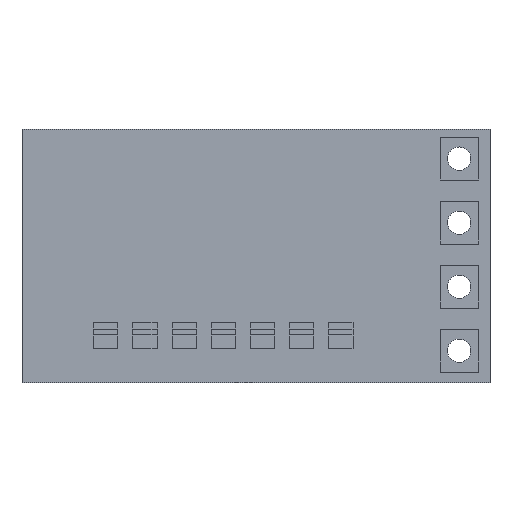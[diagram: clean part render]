
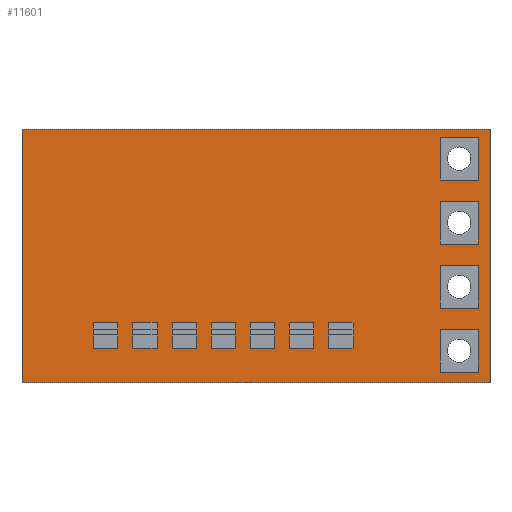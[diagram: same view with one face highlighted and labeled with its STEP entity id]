
A CAD part, front view. The second image highlights one B-rep face of the part: STEP entity #11601.
In plain terms, the highlighted planar face has unit normal (0, -1, 0).
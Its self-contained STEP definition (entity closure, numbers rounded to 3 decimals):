
#463=FACE_BOUND('',#2081,.T.);
#464=FACE_BOUND('',#2082,.T.);
#465=FACE_BOUND('',#2083,.T.);
#466=FACE_BOUND('',#2084,.T.);
#987=PLANE('',#12556);
#1384=FACE_OUTER_BOUND('',#2080,.T.);
#2080=EDGE_LOOP('',(#8389,#8390,#8391,#8392));
#2081=EDGE_LOOP('',(#8393));
#2082=EDGE_LOOP('',(#8394));
#2083=EDGE_LOOP('',(#8395));
#2084=EDGE_LOOP('',(#8396));
#2873=LINE('',#17475,#3863);
#2877=LINE('',#17483,#3867);
#2880=LINE('',#17489,#3870);
#2883=LINE('',#17494,#3873);
#3863=VECTOR('',#14083,10.);
#3867=VECTOR('',#14089,10.);
#3870=VECTOR('',#14094,10.);
#3873=VECTOR('',#14099,10.);
#4746=CIRCLE('',#12541,0.6);
#4748=CIRCLE('',#12544,0.6);
#4750=CIRCLE('',#12547,0.6);
#4752=CIRCLE('',#12550,0.6);
#5304=VERTEX_POINT('',#17451);
#5306=VERTEX_POINT('',#17457);
#5308=VERTEX_POINT('',#17463);
#5310=VERTEX_POINT('',#17469);
#5311=VERTEX_POINT('',#17473);
#5312=VERTEX_POINT('',#17474);
#5315=VERTEX_POINT('',#17482);
#5317=VERTEX_POINT('',#17488);
#6453=EDGE_CURVE('',#5304,#5304,#4746,.F.);
#6456=EDGE_CURVE('',#5306,#5306,#4748,.F.);
#6459=EDGE_CURVE('',#5308,#5308,#4750,.F.);
#6462=EDGE_CURVE('',#5310,#5310,#4752,.F.);
#6463=EDGE_CURVE('',#5311,#5312,#2873,.T.);
#6467=EDGE_CURVE('',#5312,#5315,#2877,.T.);
#6470=EDGE_CURVE('',#5315,#5317,#2880,.T.);
#6473=EDGE_CURVE('',#5317,#5311,#2883,.T.);
#8389=ORIENTED_EDGE('',*,*,#6473,.T.);
#8390=ORIENTED_EDGE('',*,*,#6463,.T.);
#8391=ORIENTED_EDGE('',*,*,#6467,.T.);
#8392=ORIENTED_EDGE('',*,*,#6470,.T.);
#8393=ORIENTED_EDGE('',*,*,#6453,.T.);
#8394=ORIENTED_EDGE('',*,*,#6456,.T.);
#8395=ORIENTED_EDGE('',*,*,#6459,.T.);
#8396=ORIENTED_EDGE('',*,*,#6462,.T.);
#11601=ADVANCED_FACE('',(#1384,#463,#464,#465,#466),#987,.F.);
#12541=AXIS2_PLACEMENT_3D('',#17453,#14058,#14059);
#12544=AXIS2_PLACEMENT_3D('',#17459,#14065,#14066);
#12547=AXIS2_PLACEMENT_3D('',#17465,#14072,#14073);
#12550=AXIS2_PLACEMENT_3D('',#17471,#14079,#14080);
#12556=AXIS2_PLACEMENT_3D('',#17497,#14103,#14104);
#14058=DIRECTION('center_axis',(0.,-1.,0.));
#14059=DIRECTION('ref_axis',(-1.,0.,0.));
#14065=DIRECTION('center_axis',(0.,-1.,0.));
#14066=DIRECTION('ref_axis',(-1.,0.,0.));
#14072=DIRECTION('center_axis',(0.,-1.,0.));
#14073=DIRECTION('ref_axis',(-1.,0.,0.));
#14079=DIRECTION('center_axis',(0.,-1.,0.));
#14080=DIRECTION('ref_axis',(-1.,0.,0.));
#14083=DIRECTION('',(0.,0.,-1.));
#14089=DIRECTION('',(1.,0.,0.));
#14094=DIRECTION('',(0.,0.,1.));
#14099=DIRECTION('',(-1.,0.,0.));
#14103=DIRECTION('center_axis',(0.,1.,0.));
#14104=DIRECTION('ref_axis',(1.,0.,0.));
#17451=CARTESIAN_POINT('',(19.468,0.,4.381));
#17453=CARTESIAN_POINT('Origin',(18.868,0.,4.381));
#17457=CARTESIAN_POINT('',(19.468,0.,7.131));
#17459=CARTESIAN_POINT('Origin',(18.868,0.,7.131));
#17463=CARTESIAN_POINT('',(19.468,0.,1.631));
#17465=CARTESIAN_POINT('Origin',(18.868,0.,1.631));
#17469=CARTESIAN_POINT('',(19.468,0.,9.881));
#17471=CARTESIAN_POINT('Origin',(18.868,0.,9.881));
#17473=CARTESIAN_POINT('',(0.105,0.,11.15));
#17474=CARTESIAN_POINT('',(0.105,0.,0.25));
#17475=CARTESIAN_POINT('',(0.105,0.,2.95));
#17482=CARTESIAN_POINT('',(20.195,0.,0.25));
#17483=CARTESIAN_POINT('',(15.15,0.,0.25));
#17488=CARTESIAN_POINT('',(20.195,0.,11.15));
#17489=CARTESIAN_POINT('',(20.195,0.,8.45));
#17494=CARTESIAN_POINT('',(5.15,0.,11.15));
#17497=CARTESIAN_POINT('Origin',(10.15,0.,5.7));
